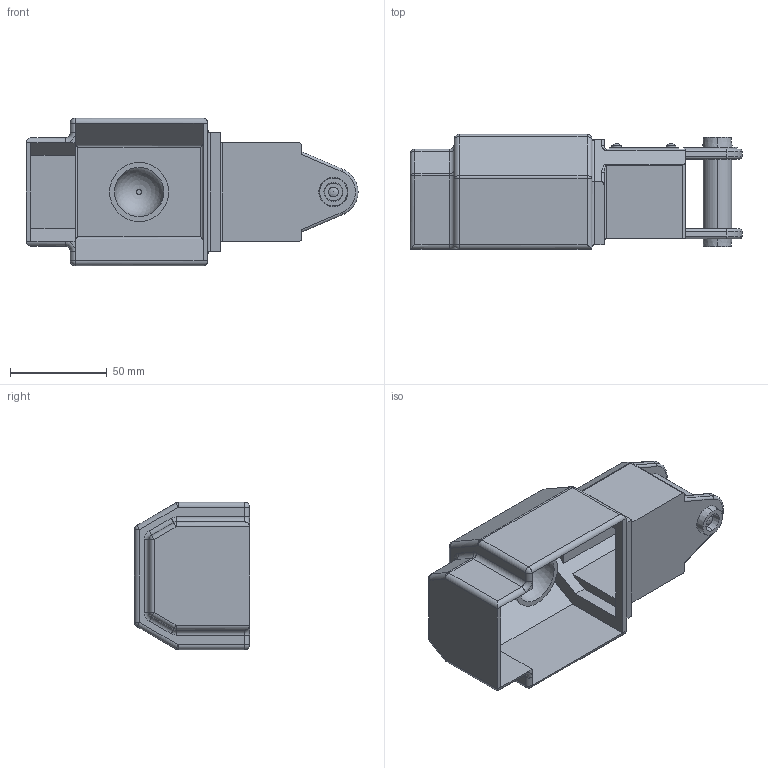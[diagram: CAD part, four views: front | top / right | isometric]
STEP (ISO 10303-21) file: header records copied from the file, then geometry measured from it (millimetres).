
FILE_DESCRIPTION (( 'STEP AP214' ), '1' );
FILE_NAME ('upperarm.STEP', '2014-04-10T19:38:53', ( 'Xing Gao' ), ( 'MathWorks' ), 'SwSTEP 2.0', 'SolidWorks 2013', '' );
FILE_SCHEMA (( 'AUTOMOTIVE_DESIGN' ));
Length unit declared in the file: inch
Products named in the file (1): upperarm
Bounding box: 171.45 x 59.44 x 76.2 mm (x, y, z)
Volume: 101981.7 mm3; surface area: 72294.2 mm2
Topology: 1 solids, 1 shells, 228 faces, 543 edges, 326 vertices
Faces by surface type: cylinder 90, plane 85, sphere 26, torus 13, cone 8, bspline 6
Entity records: 6826 total; most frequent: CARTESIAN_POINT 1376, DIRECTION 1098, ORIENTED_EDGE 1050, EDGE_CURVE 525, AXIS2_PLACEMENT_3D 400, VERTEX_POINT 320, LINE 298, VECTOR 298
